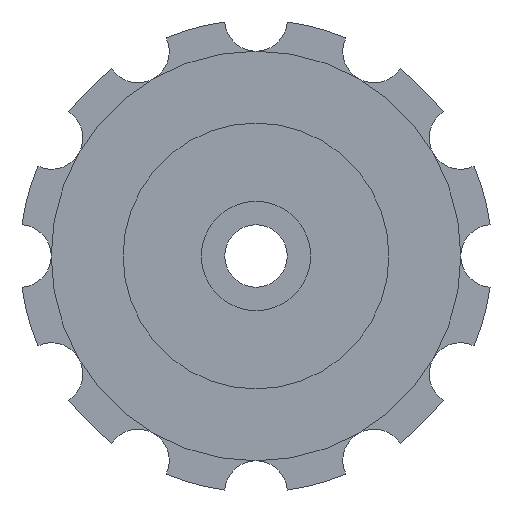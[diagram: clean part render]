
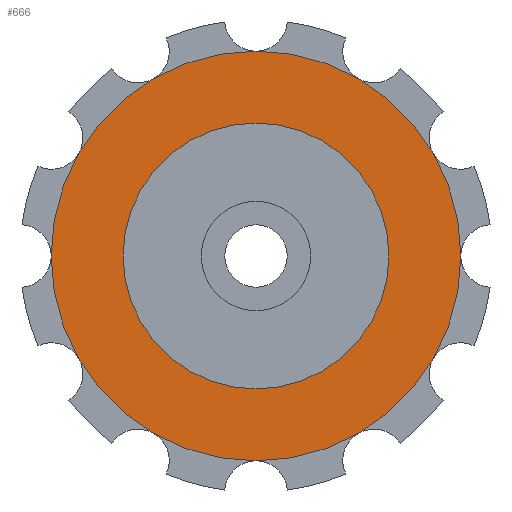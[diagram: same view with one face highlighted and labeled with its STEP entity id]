
A CAD part, left-side view. The second image highlights one B-rep face of the part: STEP entity #666.
In plain terms, the highlighted planar face has unit normal (-1, 0, 0).
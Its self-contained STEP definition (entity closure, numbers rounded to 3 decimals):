
#117=FACE_BOUND('',#178,.T.);
#131=FACE_OUTER_BOUND('',#177,.T.);
#177=EDGE_LOOP('',(#473));
#178=EDGE_LOOP('',(#474));
#228=CIRCLE('',#737,17.);
#229=CIRCLE('',#739,26.21);
#294=VERTEX_POINT('',#1111);
#295=VERTEX_POINT('',#1115);
#363=EDGE_CURVE('',#294,#294,#228,.T.);
#365=EDGE_CURVE('',#295,#295,#229,.T.);
#473=ORIENTED_EDGE('',*,*,#365,.T.);
#474=ORIENTED_EDGE('',*,*,#363,.T.);
#652=PLANE('',#738);
#666=ADVANCED_FACE('',(#131,#117),#652,.T.);
#737=AXIS2_PLACEMENT_3D('',#1112,#866,#867);
#738=AXIS2_PLACEMENT_3D('',#1114,#869,#870);
#739=AXIS2_PLACEMENT_3D('',#1116,#871,#872);
#866=DIRECTION('center_axis',(1.,0.,0.));
#867=DIRECTION('ref_axis',(0.,0.,-1.));
#869=DIRECTION('center_axis',(-1.,0.,0.));
#870=DIRECTION('ref_axis',(0.,0.,1.));
#871=DIRECTION('center_axis',(-1.,0.,0.));
#872=DIRECTION('ref_axis',(0.,0.,1.));
#1111=CARTESIAN_POINT('',(-19.5,0.,17.));
#1112=CARTESIAN_POINT('Origin',(-19.5,0.,0.));
#1114=CARTESIAN_POINT('Origin',(-19.5,0.,0.));
#1115=CARTESIAN_POINT('',(-19.5,0.,-26.21));
#1116=CARTESIAN_POINT('Origin',(-19.5,0.,0.));
